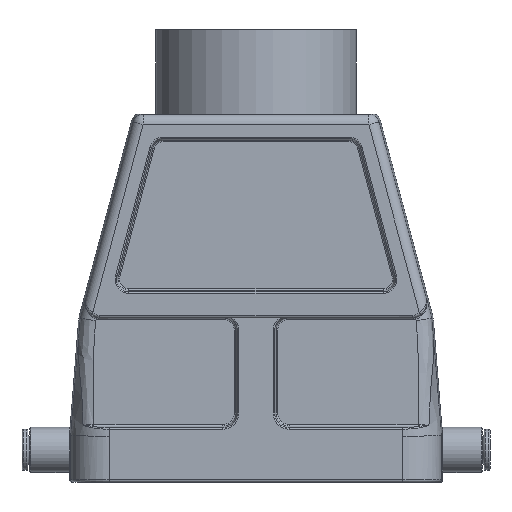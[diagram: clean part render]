
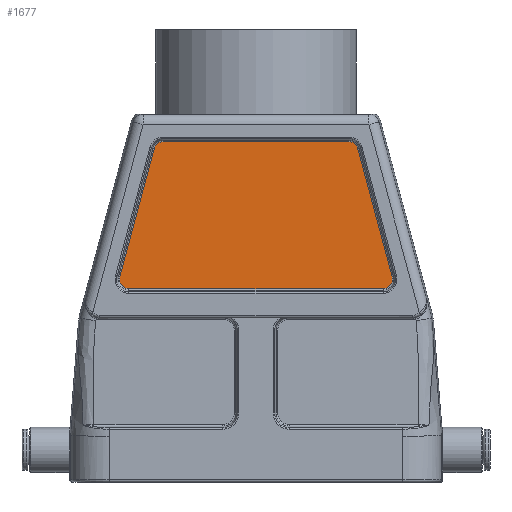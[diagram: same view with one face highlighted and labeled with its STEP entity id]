
A CAD part, front view. The second image highlights one B-rep face of the part: STEP entity #1677.
In plain terms, the highlighted planar face has unit normal (0, -1, 0).
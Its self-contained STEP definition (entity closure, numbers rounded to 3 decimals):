
#1370=CIRCLE('',#9203,1.835);
#1371=CIRCLE('',#9204,1.835);
#1372=CIRCLE('',#9205,1.835);
#1373=CIRCLE('',#9206,1.835);
#1677=ADVANCED_FACE('',(#2330),#2138,.F.);
#2138=PLANE('',#9207);
#2330=FACE_OUTER_BOUND('',#2770,.T.);
#2770=EDGE_LOOP('',(#3683,#3684,#3685,#3686,#3687,#3688,#3689,#3690));
#3683=ORIENTED_EDGE('',*,*,#6612,.T.);
#3684=ORIENTED_EDGE('',*,*,#6613,.T.);
#3685=ORIENTED_EDGE('',*,*,#6614,.T.);
#3686=ORIENTED_EDGE('',*,*,#6615,.T.);
#3687=ORIENTED_EDGE('',*,*,#6616,.T.);
#3688=ORIENTED_EDGE('',*,*,#6617,.T.);
#3689=ORIENTED_EDGE('',*,*,#6618,.T.);
#3690=ORIENTED_EDGE('',*,*,#6619,.T.);
#5874=VERTEX_POINT('',#14606);
#5875=VERTEX_POINT('',#14607);
#5876=VERTEX_POINT('',#14609);
#5877=VERTEX_POINT('',#14611);
#5878=VERTEX_POINT('',#14613);
#5879=VERTEX_POINT('',#14615);
#5880=VERTEX_POINT('',#14617);
#5881=VERTEX_POINT('',#14619);
#6612=EDGE_CURVE('',#5874,#5875,#7613,.T.);
#6613=EDGE_CURVE('',#5875,#5876,#1370,.T.);
#6614=EDGE_CURVE('',#5876,#5877,#7614,.T.);
#6615=EDGE_CURVE('',#5877,#5878,#1371,.T.);
#6616=EDGE_CURVE('',#5878,#5879,#7615,.T.);
#6617=EDGE_CURVE('',#5879,#5880,#1372,.T.);
#6618=EDGE_CURVE('',#5880,#5881,#7616,.T.);
#6619=EDGE_CURVE('',#5881,#5874,#1373,.T.);
#7613=LINE('',#14605,#8135);
#7614=LINE('',#14610,#8136);
#7615=LINE('',#14614,#8137);
#7616=LINE('',#14618,#8138);
#8135=VECTOR('',#10312,1.);
#8136=VECTOR('',#10315,1.);
#8137=VECTOR('',#10318,1.);
#8138=VECTOR('',#10321,1.);
#9203=AXIS2_PLACEMENT_3D('',#14608,#10313,#10314);
#9204=AXIS2_PLACEMENT_3D('',#14612,#10316,#10317);
#9205=AXIS2_PLACEMENT_3D('',#14616,#10319,#10320);
#9206=AXIS2_PLACEMENT_3D('',#14620,#10322,#10323);
#9207=AXIS2_PLACEMENT_3D('',#14621,#10324,#10325);
#10312=DIRECTION('',(-0.259,0.,0.966));
#10313=DIRECTION('',(0.,-1.,0.));
#10314=DIRECTION('',(0.,0.,1.));
#10315=DIRECTION('',(-1.,0.,0.));
#10316=DIRECTION('',(0.,-1.,0.));
#10317=DIRECTION('',(0.,0.,1.));
#10318=DIRECTION('',(-0.259,0.,-0.966));
#10319=DIRECTION('',(0.,-1.,0.));
#10320=DIRECTION('',(0.,0.,1.));
#10321=DIRECTION('',(1.,0.,0.));
#10322=DIRECTION('',(0.,-1.,0.));
#10323=DIRECTION('',(0.,0.,1.));
#10324=DIRECTION('',(0.,1.,0.));
#10325=DIRECTION('',(0.,0.,-1.));
#14605=CARTESIAN_POINT('',(19.8,-21.25,55.825));
#14606=CARTESIAN_POINT('',(26.498,-21.25,30.825));
#14607=CARTESIAN_POINT('',(19.8,-21.25,55.825));
#14608=CARTESIAN_POINT('',(18.027,-21.25,55.35));
#14609=CARTESIAN_POINT('',(18.027,-21.25,57.185));
#14610=CARTESIAN_POINT('',(-18.027,-21.25,57.185));
#14611=CARTESIAN_POINT('',(-18.027,-21.25,57.185));
#14612=CARTESIAN_POINT('',(-18.027,-21.25,55.35));
#14613=CARTESIAN_POINT('',(-19.8,-21.25,55.825));
#14614=CARTESIAN_POINT('',(-26.498,-21.25,30.825));
#14615=CARTESIAN_POINT('',(-26.498,-21.25,30.825));
#14616=CARTESIAN_POINT('',(-24.726,-21.25,30.35));
#14617=CARTESIAN_POINT('',(-24.726,-21.25,28.515));
#14618=CARTESIAN_POINT('',(24.726,-21.25,28.515));
#14619=CARTESIAN_POINT('',(24.726,-21.25,28.515));
#14620=CARTESIAN_POINT('',(24.726,-21.25,30.35));
#14621=CARTESIAN_POINT('',(18.027,-21.25,55.35));
